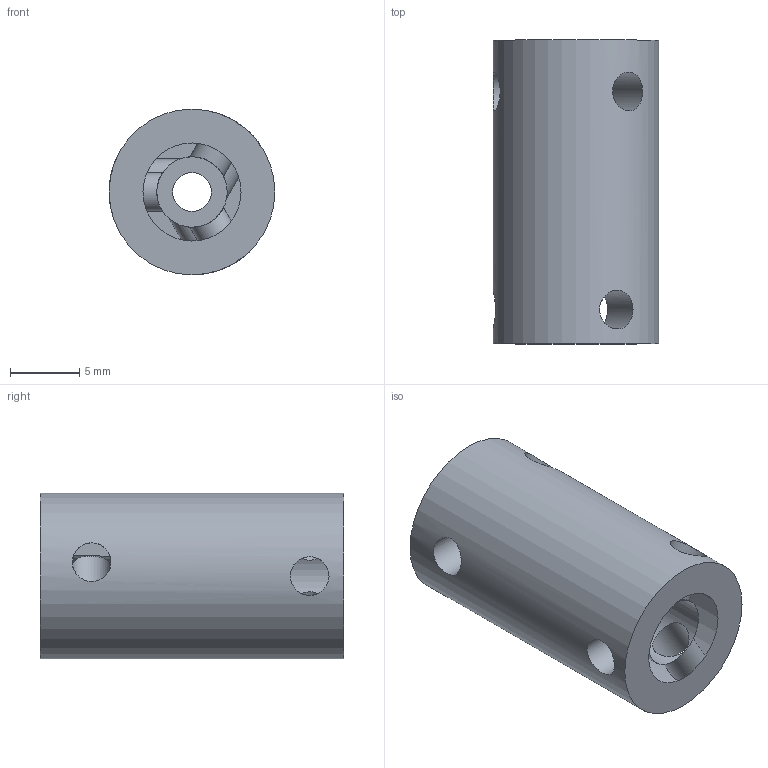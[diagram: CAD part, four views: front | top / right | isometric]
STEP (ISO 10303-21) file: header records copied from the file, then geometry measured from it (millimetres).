
FILE_DESCRIPTION(/* description */ (''),/* implementation_level */ '2;1');
FILE_NAME(/* name */ '00_Motorcoupling_5mm_M3.ipt.step',/* time_stamp */ '2022-11-29T07:45:45+01:00',/* author */ ('diederichbenedict'),/* organization */ (''),/* preprocessor_version */ 'ST-DEVELOPER v18.1',/* originating_system */ 'Autodesk Inventor 2022',/* authorisation */ '');
FILE_SCHEMA (('AUTOMOTIVE_DESIGN { 1 0 10303 214 3 1 1 }'));
Length unit declared in the file: millimetre
Products named in the file (1): 00_Motorcoupling_5mm_M3
Bounding box: 12 x 22 x 12 mm (x, y, z)
Volume: 2005.4 mm3; surface area: 1469.7 mm2
Topology: 1 solids, 1 shells, 18 faces, 61 edges, 43 vertices
Faces by surface type: cylinder 9, plane 6, cone 3
Full cylindrical faces by diameter (mm): 2.8 x7, 5.1 x1, 12 x1
Entity records: 1140 total; most frequent: CARTESIAN_POINT 552, ORIENTED_EDGE 122, DIRECTION 84, EDGE_CURVE 61, VERTEX_POINT 43, AXIS2_PLACEMENT_3D 33, EDGE_LOOP 30, B_SPLINE_CURVE_WITH_KNOTS 29
